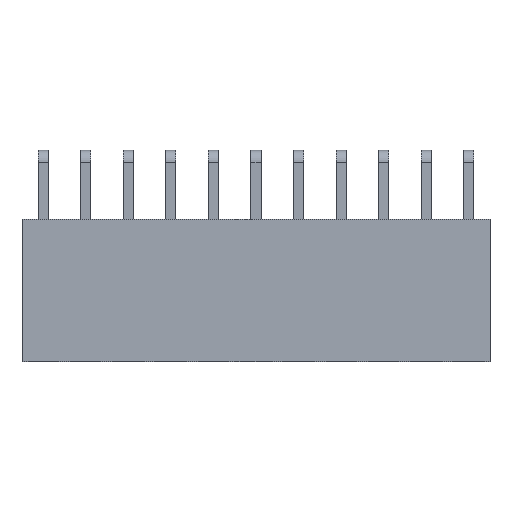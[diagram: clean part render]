
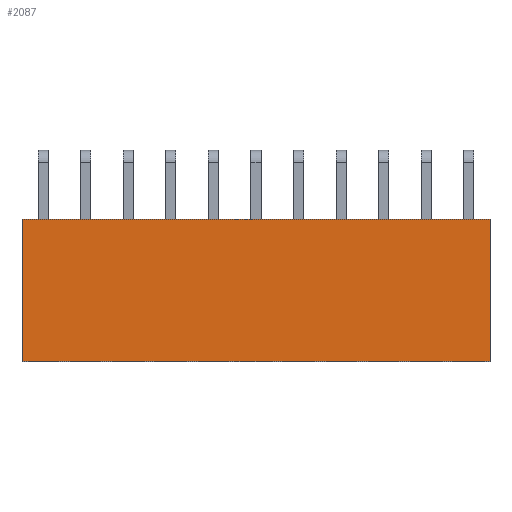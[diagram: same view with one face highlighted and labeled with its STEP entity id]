
A CAD part, top view. The second image highlights one B-rep face of the part: STEP entity #2087.
In plain terms, the highlighted planar face has unit normal (0, 0, 1).
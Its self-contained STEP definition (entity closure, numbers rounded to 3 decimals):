
#2087=ADVANCED_FACE('',(#13297),#13299,.T.);
#13297=FACE_BOUND('',#13298,.T.);
#13298=EDGE_LOOP('',(#22317,#22318,#22319,#22320));
#13299=PLANE('',#13300);
#13300=AXIS2_PLACEMENT_3D('',#13301,#13302,#13303);
#13301=CARTESIAN_POINT('',(1.27,-1.36,5.08));
#13302=DIRECTION('',(0.,0.,1.));
#13303=DIRECTION('',(-1.,0.,0.));
#22317=ORIENTED_EDGE('',*,*,#28429,.T.);
#22318=ORIENTED_EDGE('',*,*,#28851,.F.);
#22319=ORIENTED_EDGE('',*,*,#28436,.F.);
#22320=ORIENTED_EDGE('',*,*,#28940,.T.);
#28429=EDGE_CURVE('',#32437,#32435,#32438,.T.);
#28436=EDGE_CURVE('',#32447,#32449,#32450,.T.);
#28851=EDGE_CURVE('',#32449,#32435,#33187,.T.);
#28940=EDGE_CURVE('',#32447,#32437,#33364,.T.);
#32435=VERTEX_POINT('',#39521);
#32437=VERTEX_POINT('',#39525);
#32438=LINE('',#39526,#39527);
#32447=VERTEX_POINT('',#39547);
#32449=VERTEX_POINT('',#39551);
#32450=LINE('',#39552,#39553);
#33187=LINE('',#41167,#41168);
#33364=LINE('',#41522,#41523);
#39521=CARTESIAN_POINT('',(-1.27,-9.86,5.08));
#39525=CARTESIAN_POINT('',(-1.27,-1.36,5.08));
#39526=CARTESIAN_POINT('',(-1.27,-1.36,5.08));
#39527=VECTOR('',#39528,1.);
#39528=DIRECTION('',(0.,-1.,0.));
#39547=CARTESIAN_POINT('',(26.67,-1.36,5.08));
#39551=CARTESIAN_POINT('',(26.67,-9.86,5.08));
#39552=CARTESIAN_POINT('',(26.67,-1.36,5.08));
#39553=VECTOR('',#39554,1.);
#39554=DIRECTION('',(0.,-1.,0.));
#41167=CARTESIAN_POINT('',(26.67,-9.86,5.08));
#41168=VECTOR('',#41169,1.);
#41169=DIRECTION('',(-1.,0.,0.));
#41522=CARTESIAN_POINT('',(26.67,-1.36,5.08));
#41523=VECTOR('',#41524,1.);
#41524=DIRECTION('',(-1.,0.,0.));
